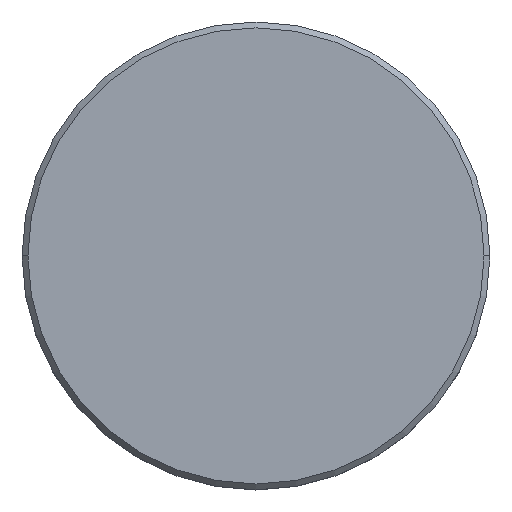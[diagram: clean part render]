
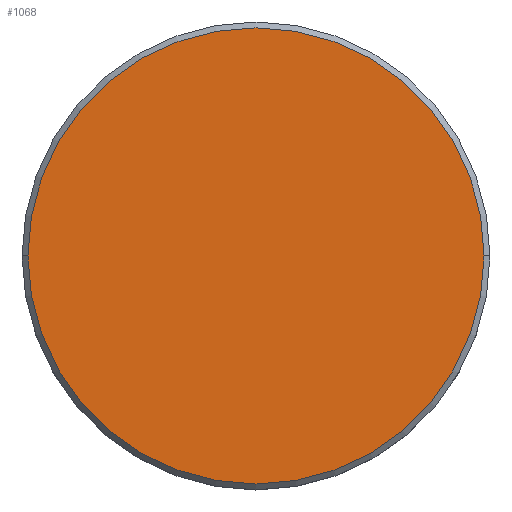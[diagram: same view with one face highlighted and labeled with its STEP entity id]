
A CAD part, top view. The second image highlights one B-rep face of the part: STEP entity #1068.
In plain terms, the highlighted planar face has unit normal (0, 0, 1).
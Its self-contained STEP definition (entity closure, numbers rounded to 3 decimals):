
#15 = DIRECTION ( 'NONE',  ( 0., 0., 1. ) ) ;
#141 = CARTESIAN_POINT ( 'NONE',  ( 0., 0., 0. ) ) ;
#193 = EDGE_CURVE ( 'NONE', #596, #800, #994, .T. ) ;
#197 = CARTESIAN_POINT ( 'NONE',  ( 19.5, 0., 0. ) ) ;
#277 = AXIS2_PLACEMENT_3D ( 'NONE', #141, #496, #678 ) ;
#372 = CIRCLE ( 'NONE', #750, 19.5 ) ;
#389 = CARTESIAN_POINT ( 'NONE',  ( -19.5, 0., 0. ) ) ;
#420 = ORIENTED_EDGE ( 'NONE', *, *, #493, .T. ) ;
#443 = EDGE_LOOP ( 'NONE', ( #666, #420 ) ) ;
#493 = EDGE_CURVE ( 'NONE', #800, #596, #372, .T. ) ;
#496 = DIRECTION ( 'NONE',  ( 0., 0., 1. ) ) ;
#596 = VERTEX_POINT ( 'NONE', #389 ) ;
#619 = CARTESIAN_POINT ( 'NONE',  ( 0., 0., 0. ) ) ;
#666 = ORIENTED_EDGE ( 'NONE', *, *, #193, .T. ) ;
#678 = DIRECTION ( 'NONE',  ( 1., 0., 0. ) ) ;
#711 = PLANE ( 'NONE',  #1153 ) ;
#750 = AXIS2_PLACEMENT_3D ( 'NONE', #836, #15, #965 ) ;
#800 = VERTEX_POINT ( 'NONE', #197 ) ;
#814 = DIRECTION ( 'NONE',  ( 1., 0., 0. ) ) ;
#836 = CARTESIAN_POINT ( 'NONE',  ( 0., 0., 0. ) ) ;
#907 = DIRECTION ( 'NONE',  ( 0., 0., 1. ) ) ;
#965 = DIRECTION ( 'NONE',  ( 1., 0., 0. ) ) ;
#994 = CIRCLE ( 'NONE', #277, 19.5 ) ;
#1068 = ADVANCED_FACE ( 'NONE', ( #1086 ), #711, .T. ) ;
#1086 = FACE_OUTER_BOUND ( 'NONE', #443, .T. ) ;
#1153 = AXIS2_PLACEMENT_3D ( 'NONE', #619, #907, #814 ) ;
